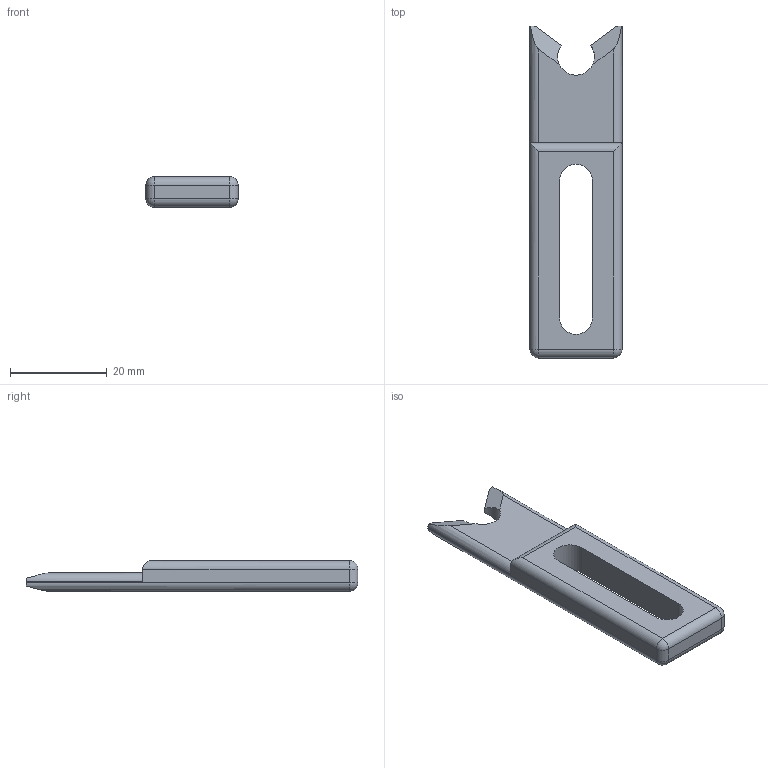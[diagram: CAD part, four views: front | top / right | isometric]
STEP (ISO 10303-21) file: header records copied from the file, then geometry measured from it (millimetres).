
FILE_DESCRIPTION(('FreeCAD Model'),'2;1');
FILE_NAME('Open CASCADE Shape Model','2021-12-15T13:48:35',('Author'),( ''),'Open CASCADE STEP processor 7.5','FreeCAD','Unknown');
FILE_SCHEMA(('AUTOMOTIVE_DESIGN { 1 0 10303 214 1 1 1 1 }'));
Length unit declared in the file: millimetre
Products named in the file (1): Body
Bounding box: 19.05 x 68.58 x 6.35 mm (x, y, z)
Volume: 5075.5 mm3; surface area: 3213.9 mm2
Topology: 1 solids, 1 shells, 35 faces, 91 edges, 54 vertices
Faces by surface type: plane 17, cylinder 14, sphere 4
Entity records: 2292 total; most frequent: CARTESIAN_POINT 495, DIRECTION 347, LINE 195, VECTOR 195, ORIENTED_EDGE 174, PCURVE 174, DEFINITIONAL_REPRESENTATION 174, EDGE_CURVE 87
